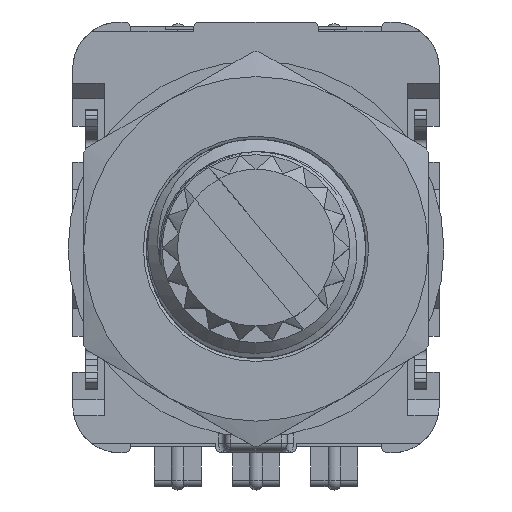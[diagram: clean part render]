
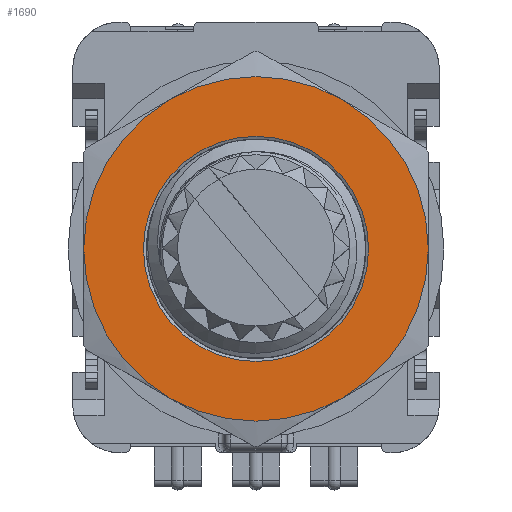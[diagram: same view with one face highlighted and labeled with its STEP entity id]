
A CAD part, top view. The second image highlights one B-rep face of the part: STEP entity #1690.
In plain terms, the highlighted planar face has unit normal (0, 0, 1).
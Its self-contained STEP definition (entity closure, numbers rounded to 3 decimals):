
#1690=ADVANCED_FACE('',(#14255,#14257),#14259,.T.);
#14255=FACE_BOUND('',#14256,.T.);
#14256=EDGE_LOOP('',(#20043,#20044,#20045,#20046,#20047,#20048));
#14257=FACE_BOUND('',#14258,.T.);
#14258=EDGE_LOOP('',(#20049));
#14259=PLANE('',#14260);
#14260=AXIS2_PLACEMENT_3D('',#14261,#14262,#14263);
#14261=CARTESIAN_POINT('',(0.,0.,3.3));
#14262=DIRECTION('',(0.,0.,1.));
#14263=DIRECTION('',(0.,-1.,0.));
#20043=ORIENTED_EDGE('',*,*,#23130,.F.);
#20044=ORIENTED_EDGE('',*,*,#23131,.F.);
#20045=ORIENTED_EDGE('',*,*,#23132,.F.);
#20046=ORIENTED_EDGE('',*,*,#23133,.F.);
#20047=ORIENTED_EDGE('',*,*,#23134,.F.);
#20048=ORIENTED_EDGE('',*,*,#23135,.F.);
#20049=ORIENTED_EDGE('',*,*,#23117,.T.);
#23117=EDGE_CURVE('',#25135,#25135,#25136,.T.);
#23130=EDGE_CURVE('',#25157,#25158,#25159,.T.);
#23131=EDGE_CURVE('',#25160,#25157,#25161,.T.);
#23132=EDGE_CURVE('',#25162,#25160,#25163,.T.);
#23133=EDGE_CURVE('',#25164,#25162,#25165,.T.);
#23134=EDGE_CURVE('',#25166,#25164,#25167,.T.);
#23135=EDGE_CURVE('',#25158,#25166,#25168,.T.);
#25135=VERTEX_POINT('',#31133);
#25136=CIRCLE('',#31134,3.594);
#25157=VERTEX_POINT('',#31640);
#25158=VERTEX_POINT('',#31641);
#25159=CIRCLE('',#31642,5.5);
#25160=VERTEX_POINT('',#31646);
#25161=CIRCLE('',#31647,5.5);
#25162=VERTEX_POINT('',#31651);
#25163=CIRCLE('',#31652,5.5);
#25164=VERTEX_POINT('',#31656);
#25165=CIRCLE('',#31657,5.5);
#25166=VERTEX_POINT('',#31661);
#25167=CIRCLE('',#31662,5.5);
#25168=CIRCLE('',#31666,5.5);
#31133=CARTESIAN_POINT('',(0.,-3.594,3.3));
#31134=AXIS2_PLACEMENT_3D('',#31135,#31136,#31137);
#31135=CARTESIAN_POINT('',(0.,0.,3.3));
#31136=DIRECTION('',(0.,0.,-1.));
#31137=DIRECTION('',(0.,-1.,0.));
#31640=CARTESIAN_POINT('',(5.5,0.,3.3));
#31641=CARTESIAN_POINT('',(2.75,-4.763,3.3));
#31642=AXIS2_PLACEMENT_3D('',#31643,#31644,#31645);
#31643=CARTESIAN_POINT('',(0.,0.,3.3));
#31644=DIRECTION('',(0.,0.,-1.));
#31645=DIRECTION('',(1.,0.,0.));
#31646=CARTESIAN_POINT('',(2.75,4.763,3.3));
#31647=AXIS2_PLACEMENT_3D('',#31648,#31649,#31650);
#31648=CARTESIAN_POINT('',(0.,0.,3.3));
#31649=DIRECTION('',(0.,0.,-1.));
#31650=DIRECTION('',(0.5,0.866,0.));
#31651=CARTESIAN_POINT('',(-2.75,4.763,3.3));
#31652=AXIS2_PLACEMENT_3D('',#31653,#31654,#31655);
#31653=CARTESIAN_POINT('',(0.,0.,3.3));
#31654=DIRECTION('',(0.,0.,-1.));
#31655=DIRECTION('',(-0.5,0.866,0.));
#31656=CARTESIAN_POINT('',(-5.5,0.,3.3));
#31657=AXIS2_PLACEMENT_3D('',#31658,#31659,#31660);
#31658=CARTESIAN_POINT('',(0.,0.,3.3));
#31659=DIRECTION('',(0.,0.,-1.));
#31660=DIRECTION('',(-1.,0.,0.));
#31661=CARTESIAN_POINT('',(-2.75,-4.763,3.3));
#31662=AXIS2_PLACEMENT_3D('',#31663,#31664,#31665);
#31663=CARTESIAN_POINT('',(0.,0.,3.3));
#31664=DIRECTION('',(0.,0.,-1.));
#31665=DIRECTION('',(-0.5,-0.866,0.));
#31666=AXIS2_PLACEMENT_3D('',#31667,#31668,#31669);
#31667=CARTESIAN_POINT('',(0.,0.,3.3));
#31668=DIRECTION('',(0.,0.,-1.));
#31669=DIRECTION('',(0.5,-0.866,0.));
